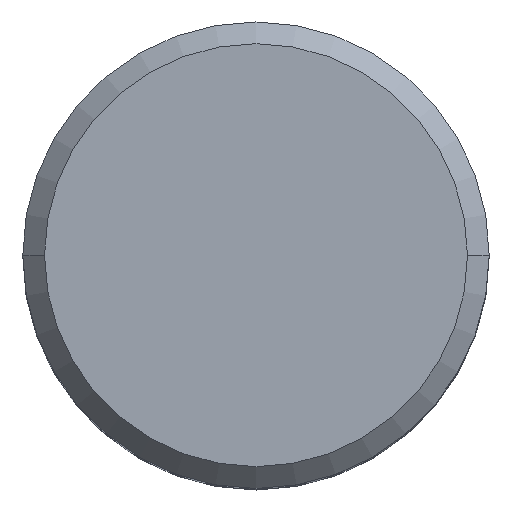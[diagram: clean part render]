
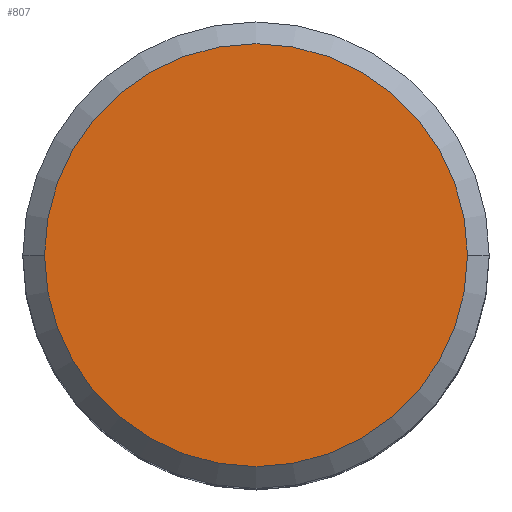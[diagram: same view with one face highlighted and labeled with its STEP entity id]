
A CAD part, top view. The second image highlights one B-rep face of the part: STEP entity #807.
In plain terms, the highlighted planar face has unit normal (0, 0, 1).
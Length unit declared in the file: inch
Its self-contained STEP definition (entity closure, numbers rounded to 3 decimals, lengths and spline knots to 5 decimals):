
#1 = DIRECTION ( 'NONE',  ( 1., 0., 0. ) ) ;
#71 = EDGE_CURVE ( 'NONE', #2084, #96, #2259, .T. ) ;
#96 = VERTEX_POINT ( 'NONE', #1127 ) ;
#143 = CARTESIAN_POINT ( 'NONE',  ( -0.34, 0., 0. ) ) ;
#159 = PLANE ( 'NONE',  #1664 ) ;
#350 = DIRECTION ( 'NONE',  ( 0., 0., 1. ) ) ;
#507 = ORIENTED_EDGE ( 'NONE', *, *, #71, .T. ) ;
#649 = AXIS2_PLACEMENT_3D ( 'NONE', #2222, #1854, #778 ) ;
#734 = CARTESIAN_POINT ( 'NONE',  ( 0., 0., 0. ) ) ;
#778 = DIRECTION ( 'NONE',  ( 1., 0., 0. ) ) ;
#795 = CIRCLE ( 'NONE', #2216, 0.34 ) ;
#807 = ADVANCED_FACE ( 'NONE', ( #2224 ), #159, .T. ) ;
#1082 = ORIENTED_EDGE ( 'NONE', *, *, #2112, .T. ) ;
#1127 = CARTESIAN_POINT ( 'NONE',  ( 0.34, 0., 0. ) ) ;
#1603 = CARTESIAN_POINT ( 'NONE',  ( 0.375, 0., 0. ) ) ;
#1613 = DIRECTION ( 'NONE',  ( 1., 0., 0. ) ) ;
#1664 = AXIS2_PLACEMENT_3D ( 'NONE', #1603, #350, #1613 ) ;
#1854 = DIRECTION ( 'NONE',  ( 0., 0., 1. ) ) ;
#2084 = VERTEX_POINT ( 'NONE', #143 ) ;
#2112 = EDGE_CURVE ( 'NONE', #96, #2084, #795, .T. ) ;
#2179 = DIRECTION ( 'NONE',  ( 0., 0., 1. ) ) ;
#2216 = AXIS2_PLACEMENT_3D ( 'NONE', #734, #2179, #1 ) ;
#2222 = CARTESIAN_POINT ( 'NONE',  ( 0., 0., 0. ) ) ;
#2224 = FACE_OUTER_BOUND ( 'NONE', #2294, .T. ) ;
#2259 = CIRCLE ( 'NONE', #649, 0.34 ) ;
#2294 = EDGE_LOOP ( 'NONE', ( #507, #1082 ) ) ;
